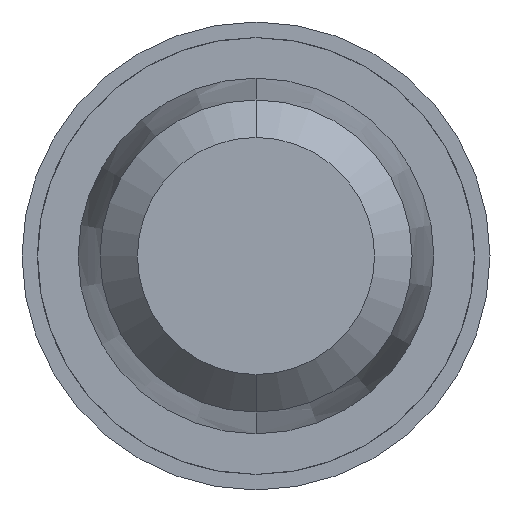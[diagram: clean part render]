
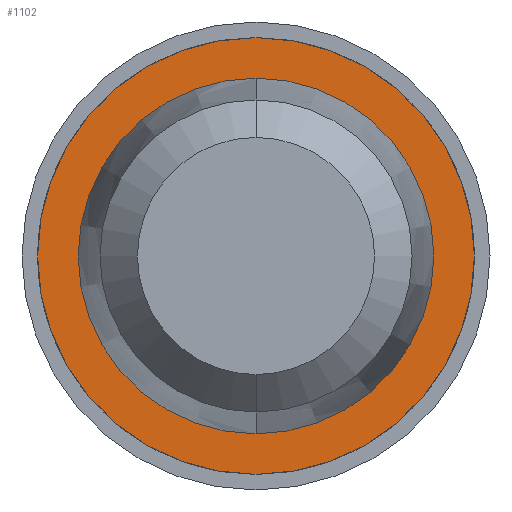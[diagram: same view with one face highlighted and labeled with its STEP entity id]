
A CAD part, front view. The second image highlights one B-rep face of the part: STEP entity #1102.
In plain terms, the highlighted planar face has unit normal (0, -1, 0).
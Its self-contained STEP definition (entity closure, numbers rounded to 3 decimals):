
#96 = EDGE_CURVE ( 'Defeature ausgef�hrt2_14+Defeature ausgef�hrt2_15+Defeature ausgef�hrt2_15+Defeature ausgef�hrt2_15', #3470, #3534, #2949, .T. ) ;
#487 = EDGE_CURVE ( 'Defeature ausgef�hrt2_13+Defeature ausgef�hrt2_14+Defeature ausgef�hrt2_14+Defeature ausgef�hrt2_14', #695, #3545, #2956, .T. ) ;
#554 = CARTESIAN_POINT ( 'NONE',  ( 0., 26., 0. ) ) ;
#695 = VERTEX_POINT ( 'NONE', #2355 ) ;
#758 = CARTESIAN_POINT ( 'NONE',  ( 0., 26., 0.57 ) ) ;
#998 = EDGE_LOOP ( 'NONE', ( #2057, #1204 ) ) ;
#1037 = DIRECTION ( 'NONE',  ( 0., 0., -1. ) ) ;
#1102 = ADVANCED_FACE ( 'Defeature ausgef�hrt2_14', ( #3963, #2737 ), #2065, .T. ) ;
#1204 = ORIENTED_EDGE ( 'NONE', *, *, #487, .F. ) ;
#1211 = AXIS2_PLACEMENT_3D ( 'NONE', #2836, #3146, #1037 ) ;
#1516 = DIRECTION ( 'NONE',  ( 0., -1., 0. ) ) ;
#1603 = CARTESIAN_POINT ( 'NONE',  ( 0., 26., 0.7 ) ) ;
#2057 = ORIENTED_EDGE ( 'NONE', *, *, #2736, .F. ) ;
#2065 = PLANE ( 'NONE',  #2130 ) ;
#2130 = AXIS2_PLACEMENT_3D ( 'NONE', #2430, #3001, #3349 ) ;
#2182 = AXIS2_PLACEMENT_3D ( 'NONE', #3359, #1516, #2746 ) ;
#2292 = AXIS2_PLACEMENT_3D ( 'NONE', #554, #2453, #3985 ) ;
#2355 = CARTESIAN_POINT ( 'NONE',  ( 0., 26., -0.57 ) ) ;
#2430 = CARTESIAN_POINT ( 'NONE',  ( 0.57, 26., 0. ) ) ;
#2453 = DIRECTION ( 'NONE',  ( 0., -1., 0. ) ) ;
#2611 = EDGE_LOOP ( 'NONE', ( #3488, #3698 ) ) ;
#2705 = EDGE_CURVE ( 'Defeature ausgef�hrt2_14+Defeature ausgef�hrt2_15+Defeature ausgef�hrt2_15+Defeature ausgef�hrt2_15', #3534, #3470, #3526, .T. ) ;
#2736 = EDGE_CURVE ( 'Defeature ausgef�hrt2_13+Defeature ausgef�hrt2_14+Defeature ausgef�hrt2_14+Defeature ausgef�hrt2_14', #3545, #695, #3440, .T. ) ;
#2737 = FACE_BOUND ( 'NONE', #998, .T. ) ;
#2746 = DIRECTION ( 'NONE',  ( 0., 0., -1. ) ) ;
#2836 = CARTESIAN_POINT ( 'NONE',  ( 0., 26., 0. ) ) ;
#2888 = DIRECTION ( 'NONE',  ( 0., 0., -1. ) ) ;
#2930 = DIRECTION ( 'NONE',  ( 0., -1., 0. ) ) ;
#2949 = CIRCLE ( 'NONE', #1211, 0.7 ) ;
#2956 = CIRCLE ( 'NONE', #2182, 0.57 ) ;
#3001 = DIRECTION ( 'NONE',  ( 0., -1., 0. ) ) ;
#3146 = DIRECTION ( 'NONE',  ( 0., -1., 0. ) ) ;
#3239 = AXIS2_PLACEMENT_3D ( 'NONE', #3681, #2930, #2888 ) ;
#3349 = DIRECTION ( 'NONE',  ( 0., 0., -1. ) ) ;
#3359 = CARTESIAN_POINT ( 'NONE',  ( 0., 26., 0. ) ) ;
#3440 = CIRCLE ( 'NONE', #3239, 0.57 ) ;
#3470 = VERTEX_POINT ( 'NONE', #1603 ) ;
#3488 = ORIENTED_EDGE ( 'NONE', *, *, #2705, .T. ) ;
#3526 = CIRCLE ( 'NONE', #2292, 0.7 ) ;
#3534 = VERTEX_POINT ( 'NONE', #3897 ) ;
#3545 = VERTEX_POINT ( 'NONE', #758 ) ;
#3681 = CARTESIAN_POINT ( 'NONE',  ( 0., 26., 0. ) ) ;
#3698 = ORIENTED_EDGE ( 'NONE', *, *, #96, .T. ) ;
#3897 = CARTESIAN_POINT ( 'NONE',  ( 0., 26., -0.7 ) ) ;
#3963 = FACE_OUTER_BOUND ( 'NONE', #2611, .T. ) ;
#3985 = DIRECTION ( 'NONE',  ( 0., 0., -1. ) ) ;
